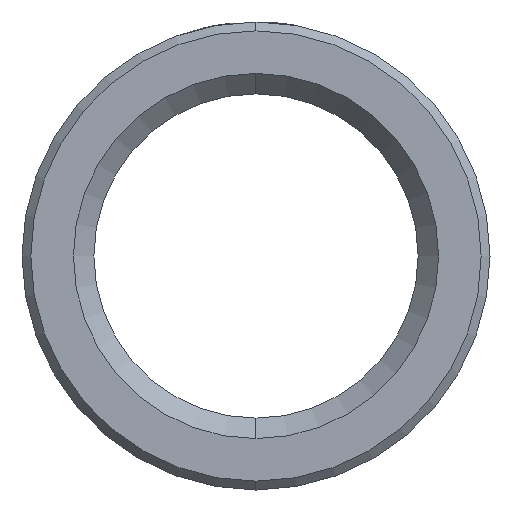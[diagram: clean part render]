
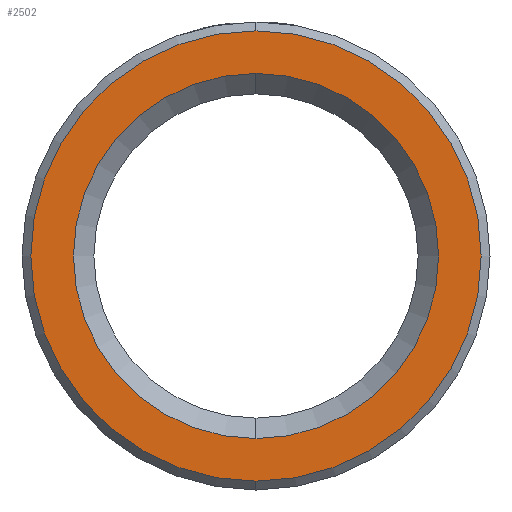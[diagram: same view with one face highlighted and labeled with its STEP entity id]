
A CAD part, left-side view. The second image highlights one B-rep face of the part: STEP entity #2502.
In plain terms, the highlighted planar face has unit normal (-1, 0, 0).
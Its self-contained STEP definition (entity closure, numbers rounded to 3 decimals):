
#120 = CARTESIAN_POINT ( 'NONE',  ( 0., 0., 12.75 ) ) ;
#179 = DIRECTION ( 'NONE',  ( 0., 0., -1. ) ) ;
#1366 = CARTESIAN_POINT ( 'NONE',  ( 0., 0., 0. ) ) ;
#1436 = DIRECTION ( 'NONE',  ( 1., 0., 0. ) ) ;
#2296 = ORIENTED_EDGE ( 'NONE', *, *, #6996, .T. ) ;
#2502 = ADVANCED_FACE ( 'NONE', ( #14394, #6131 ), #12898, .F. ) ;
#2975 = EDGE_CURVE ( 'NONE', #12461, #10909, #10105, .T. ) ;
#4196 = EDGE_CURVE ( 'NONE', #10909, #12461, #4662, .T. ) ;
#4221 = ORIENTED_EDGE ( 'NONE', *, *, #2975, .T. ) ;
#4380 = EDGE_CURVE ( 'NONE', #13386, #8116, #8874, .T. ) ;
#4662 = CIRCLE ( 'NONE', #10456, 10.34 ) ;
#5322 = DIRECTION ( 'NONE',  ( 0., 0., -1. ) ) ;
#5497 = CARTESIAN_POINT ( 'NONE',  ( 0., 0., 10.34 ) ) ;
#5498 = CARTESIAN_POINT ( 'NONE',  ( 0., 0., 0. ) ) ;
#5631 = ORIENTED_EDGE ( 'NONE', *, *, #4196, .T. ) ;
#6131 = FACE_BOUND ( 'NONE', #10878, .T. ) ;
#6948 = AXIS2_PLACEMENT_3D ( 'NONE', #8963, #1436, #5322 ) ;
#6996 = EDGE_CURVE ( 'NONE', #8116, #13386, #13482, .T. ) ;
#7433 = DIRECTION ( 'NONE',  ( 1., 0., 0. ) ) ;
#7780 = AXIS2_PLACEMENT_3D ( 'NONE', #14482, #10735, #9272 ) ;
#7902 = DIRECTION ( 'NONE',  ( -1., 0., 0. ) ) ;
#8116 = VERTEX_POINT ( 'NONE', #11605 ) ;
#8874 = CIRCLE ( 'NONE', #14497, 12.75 ) ;
#8963 = CARTESIAN_POINT ( 'NONE',  ( 0., 0., 0. ) ) ;
#9272 = DIRECTION ( 'NONE',  ( 0., 0., -1. ) ) ;
#9348 = DIRECTION ( 'NONE',  ( -1., 0., 0. ) ) ;
#10105 = CIRCLE ( 'NONE', #7780, 10.34 ) ;
#10456 = AXIS2_PLACEMENT_3D ( 'NONE', #16309, #7433, #12474 ) ;
#10735 = DIRECTION ( 'NONE',  ( 1., 0., 0. ) ) ;
#10878 = EDGE_LOOP ( 'NONE', ( #5631, #4221 ) ) ;
#10909 = VERTEX_POINT ( 'NONE', #5497 ) ;
#11093 = EDGE_LOOP ( 'NONE', ( #2296, #16080 ) ) ;
#11159 = CARTESIAN_POINT ( 'NONE',  ( 0., 0., -10.34 ) ) ;
#11371 = AXIS2_PLACEMENT_3D ( 'NONE', #1366, #7902, #179 ) ;
#11605 = CARTESIAN_POINT ( 'NONE',  ( 0., 0., -12.75 ) ) ;
#12461 = VERTEX_POINT ( 'NONE', #11159 ) ;
#12474 = DIRECTION ( 'NONE',  ( 0., 0., -1. ) ) ;
#12898 = PLANE ( 'NONE',  #6948 ) ;
#13386 = VERTEX_POINT ( 'NONE', #120 ) ;
#13482 = CIRCLE ( 'NONE', #11371, 12.75 ) ;
#13868 = DIRECTION ( 'NONE',  ( 0., 0., -1. ) ) ;
#14394 = FACE_OUTER_BOUND ( 'NONE', #11093, .T. ) ;
#14482 = CARTESIAN_POINT ( 'NONE',  ( 0., 0., 0. ) ) ;
#14497 = AXIS2_PLACEMENT_3D ( 'NONE', #5498, #9348, #13868 ) ;
#16080 = ORIENTED_EDGE ( 'NONE', *, *, #4380, .T. ) ;
#16309 = CARTESIAN_POINT ( 'NONE',  ( 0., 0., 0. ) ) ;
